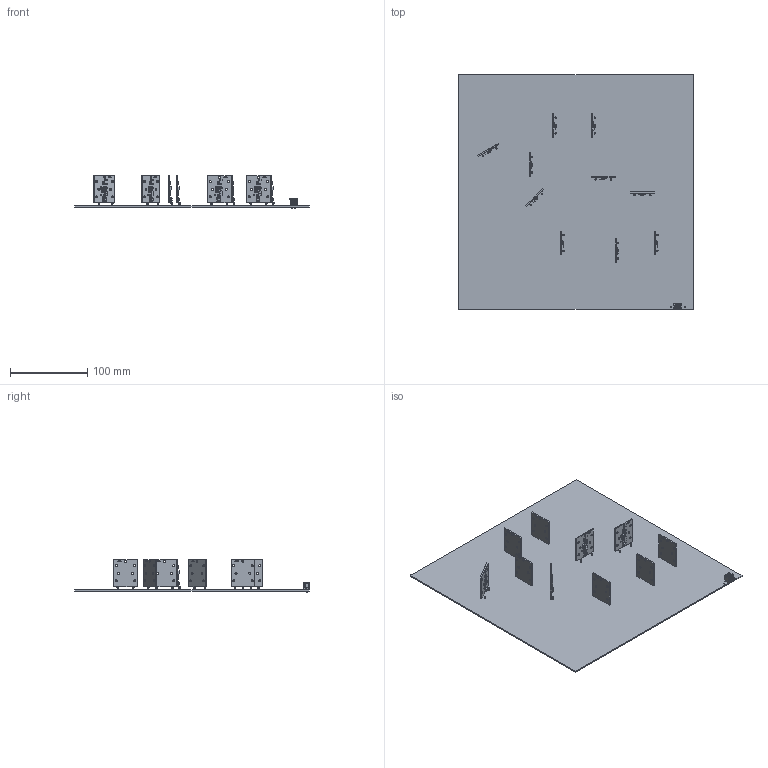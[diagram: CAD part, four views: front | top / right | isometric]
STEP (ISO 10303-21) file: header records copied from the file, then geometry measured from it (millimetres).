
FILE_DESCRIPTION(('Open CASCADE Model'),'2;1');
FILE_NAME('Open CASCADE Shape Model','2019-10-03T05:13:17',('Author'),( 'Open CASCADE'),'Open CASCADE STEP processor 6.8','Open CASCADE 6.8' ,'Unknown');
FILE_SCHEMA(('AUTOMOTIVE_DESIGN { 1 0 10303 214 1 1 1 1 }'));
Length unit declared in the file: millimetre
Products named in the file (44): PCB; Board; J1; CONN_HEADER_TE_2P; Free-Models; charger; P2; mill-max-0900-0-15-20-76-14-11-0; P1; C75; User_Library-CerCaps_0805; C67; C88; 1600239440; Extruded; C86; R41; RES0402; C63; C64; C79; User_Library-Capacitor_0402; C81; R75; R88; R91; U5; RNM0015A; FRAME-RNM0015A; BODY-QFN; PIN1-ID; L2; STEP-WE-MAPI-4020-rev1; body_SSMC_4020; land_pattern_SSMC_4020; U1; User_Library-Bridge_SMD_TO-269AA; TB3; 1037077952; Cylinder ...
Assembly tree (65 placements, depth 6):
  PCB
    Board
    J1
      CONN_HEADER_TE_2P
    Free-Models
      charger  x10
        Board
        P2
          mill-max-0900-0-15-20-76-14-11-0
        P1
          mill-max-0900-0-15-20-76-14-11-0
        C75
          User_Library-CerCaps_0805
        C67
          User_Library-CerCaps_0805
        C88
          1600239440
            Extruded
        C86
          1600239440
            Extruded
        R41
          RES0402
        C63
          User_Library-CerCaps_0805
        C64
          User_Library-CerCaps_0805
        C79
          User_Library-Capacitor_0402
        C81
          User_Library-CerCaps_0805
        R75
          RES0402
        R88
          RES0402
        R91
          RES0402
        U5
          RNM0015A
            FRAME-RNM0015A
            BODY-QFN
            PIN1-ID
        L2
          STEP-WE-MAPI-4020-rev1
            body_SSMC_4020
            land_pattern_SSMC_4020  x2
        U1
          User_Library-Bridge_SMD_TO-269AA
        TB3
          1037077952
            Cylinder
        TB2
          1037077952
            Cylinder
        TB4
          1037077952
            Cylinder
        TB1
          1037077952
            Cylinder
Bounding box: 304.8 x 304.8 x 42.62 mm (x, y, z)
Volume: 167094.9 mm3; surface area: 217241.6 mm2
Topology: 462 solids, 472 shells, 12406 faces, 30138 edges, 17882 vertices
Faces by surface type: plane 7216, cylinder 3288, sphere 1000, bspline 660, extrusion 160, cone 82
Full cylindrical faces by diameter (mm): 0.508 x70, 1 x2, 1.016 x40, 1.321 x2, 2.7 x70
Entity records: 28351 total; most frequent: CARTESIAN_POINT 5745, ORIENTED_EDGE 4012, DIRECTION 3775, EDGE_CURVE 2006, VECTOR 1555, LINE 1539, VERTEX_POINT 1277, AXIS2_PLACEMENT_3D 1110
